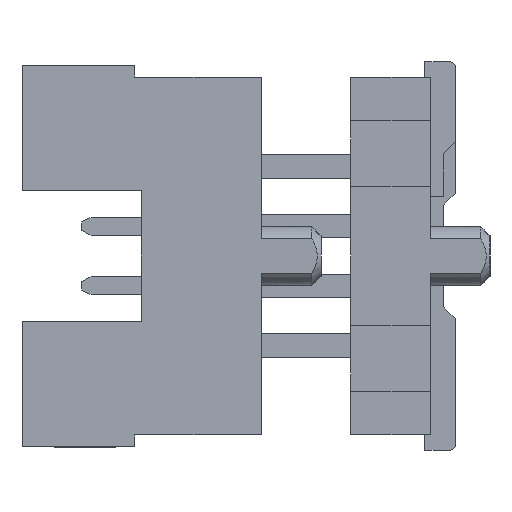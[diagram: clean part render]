
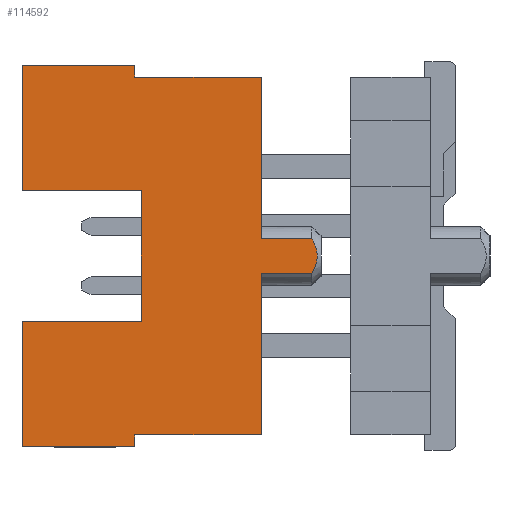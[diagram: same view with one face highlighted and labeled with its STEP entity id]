
A CAD part, left-side view. The second image highlights one B-rep face of the part: STEP entity #114592.
In plain terms, the highlighted planar face has unit normal (-1, 0, 0).
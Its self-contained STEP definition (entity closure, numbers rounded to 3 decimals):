
#479=DIRECTION('',(0.,-1.,0.));
#480=VECTOR('',#479,2.7);
#481=CARTESIAN_POINT('',(-33.02,2.7,-3.81));
#482=LINE('',#481,#480);
#593=DIRECTION('',(0.,1.,0.));
#594=VECTOR('',#593,2.7);
#595=CARTESIAN_POINT('',(-33.02,0.,3.81));
#596=LINE('',#595,#594);
#605=DIRECTION('',(0.,0.,1.));
#606=VECTOR('',#605,0.255);
#607=CARTESIAN_POINT('',(-33.02,2.7,3.81));
#608=LINE('',#607,#606);
#621=DIRECTION('',(0.,-1.,0.));
#622=VECTOR('',#621,2.4);
#623=CARTESIAN_POINT('',(-33.02,5.1,4.065));
#624=LINE('',#623,#622);
#641=DIRECTION('',(0.,0.,1.));
#642=VECTOR('',#641,3.44);
#643=CARTESIAN_POINT('',(-33.02,0.,-3.81));
#644=LINE('',#643,#642);
#645=DIRECTION('',(0.,0.,-1.));
#646=VECTOR('',#645,2.67);
#647=CARTESIAN_POINT('',(-33.02,5.1,-1.395));
#648=LINE('',#647,#646);
#649=DIRECTION('',(0.,-1.,0.));
#650=VECTOR('',#649,2.54);
#651=CARTESIAN_POINT('',(-33.02,5.1,1.395));
#652=LINE('',#651,#650);
#653=DIRECTION('',(0.,0.,-1.));
#654=VECTOR('',#653,2.67);
#655=CARTESIAN_POINT('',(-33.02,5.1,4.065));
#656=LINE('',#655,#654);
#657=DIRECTION('',(0.,0.,1.));
#658=VECTOR('',#657,3.44);
#659=CARTESIAN_POINT('',(-33.02,0.,0.37));
#660=LINE('',#659,#658);
#677=DIRECTION('',(0.,1.,0.));
#678=VECTOR('',#677,1.07);
#679=CARTESIAN_POINT('',(-33.02,-1.07,
0.37));
#680=LINE('',#679,#678);
#681=DIRECTION('',(0.,-1.,0.));
#682=VECTOR('',#681,1.07);
#683=CARTESIAN_POINT('',(-33.02,0.,-0.37));
#684=LINE('',#683,#682);
#697=CARTESIAN_POINT('',(-33.02,-1.07,
-0.37));
#698=CARTESIAN_POINT('',(-33.02,-1.101,
-0.316));
#699=CARTESIAN_POINT('',(-33.02,-1.153,
-0.214));
#700=CARTESIAN_POINT('',(-33.02,-1.192,
-0.068));
#701=CARTESIAN_POINT('',(-33.02,-1.192,
0.068));
#702=CARTESIAN_POINT('',(-33.02,-1.153,
0.214));
#703=CARTESIAN_POINT('',(-33.02,-1.101,
0.316));
#704=CARTESIAN_POINT('',(-33.02,-1.07,
0.37));
#739=DIRECTION('',(0.,0.,1.));
#740=VECTOR('',#739,0.255);
#741=CARTESIAN_POINT('',(-33.02,2.7,-4.065));
#742=LINE('',#741,#740);
#751=DIRECTION('',(0.,1.,0.));
#752=VECTOR('',#751,2.4);
#753=CARTESIAN_POINT('',(-33.02,2.7,-4.065));
#754=LINE('',#753,#752);
#1051=DIRECTION('',(0.,1.,0.));
#1052=VECTOR('',#1051,2.54);
#1053=CARTESIAN_POINT('',(-33.02,2.56,-1.395));
#1054=LINE('',#1053,#1052);
#1079=DIRECTION('',(0.,0.,-1.));
#1080=VECTOR('',#1079,2.79);
#1081=CARTESIAN_POINT('',(-33.02,2.56,1.395));
#1082=LINE('',#1081,#1080);
#98555=CARTESIAN_POINT('',(-33.02,0.,3.81));
#98556=VERTEX_POINT('',#98555);
#98557=CARTESIAN_POINT('',(-33.02,0.,0.37));
#98558=VERTEX_POINT('',#98557);
#98559=CARTESIAN_POINT('',(-33.02,0.,-0.37));
#98560=VERTEX_POINT('',#98559);
#98561=CARTESIAN_POINT('',(-33.02,0.,-3.81));
#98562=VERTEX_POINT('',#98561);
#100205=CARTESIAN_POINT('',(-33.02,5.1,4.065));
#100206=VERTEX_POINT('',#100205);
#100207=CARTESIAN_POINT('',(-33.02,5.1,1.395));
#100208=VERTEX_POINT('',#100207);
#100211=CARTESIAN_POINT('',(-33.02,5.1,-1.395));
#100212=VERTEX_POINT('',#100211);
#100213=CARTESIAN_POINT('',(-33.02,5.1,-4.065));
#100214=VERTEX_POINT('',#100213);
#100227=CARTESIAN_POINT('',(-33.02,2.56,1.395));
#100228=VERTEX_POINT('',#100227);
#100229=CARTESIAN_POINT('',(-33.02,-1.07,
0.37));
#100230=VERTEX_POINT('',#100229);
#100231=VERTEX_POINT('',#697);
#100232=CARTESIAN_POINT('',(-33.02,2.7,-3.81));
#100233=VERTEX_POINT('',#100232);
#100234=CARTESIAN_POINT('',(-33.02,2.7,-4.065));
#100235=VERTEX_POINT('',#100234);
#100236=CARTESIAN_POINT('',(-33.02,2.56,-1.395));
#100237=VERTEX_POINT('',#100236);
#100238=CARTESIAN_POINT('',(-33.02,2.7,4.065));
#100239=VERTEX_POINT('',#100238);
#100240=CARTESIAN_POINT('',(-33.02,2.7,3.81));
#100241=VERTEX_POINT('',#100240);
#114561=CARTESIAN_POINT('',(-33.02,1.955,0.));
#114562=DIRECTION('',(1.,0.,0.));
#114563=DIRECTION('',(0.,0.,1.));
#114564=AXIS2_PLACEMENT_3D('',#114561,#114562,#114563);
#114565=PLANE('',#114564);
#114567=ORIENTED_EDGE('',*,*,#114566,.F.);
#114569=ORIENTED_EDGE('',*,*,#114568,.F.);
#114571=ORIENTED_EDGE('',*,*,#114570,.F.);
#114572=ORIENTED_EDGE('',*,*,#112734,.F.);
#114573=ORIENTED_EDGE('',*,*,#114357,.F.);
#114575=ORIENTED_EDGE('',*,*,#114574,.F.);
#114577=ORIENTED_EDGE('',*,*,#114576,.T.);
#114579=ORIENTED_EDGE('',*,*,#114578,.F.);
#114581=ORIENTED_EDGE('',*,*,#114580,.F.);
#114583=ORIENTED_EDGE('',*,*,#114582,.F.);
#114584=ORIENTED_EDGE('',*,*,#114552,.F.);
#114585=ORIENTED_EDGE('',*,*,#114523,.F.);
#114586=ORIENTED_EDGE('',*,*,#114503,.T.);
#114587=ORIENTED_EDGE('',*,*,#114489,.F.);
#114588=ORIENTED_EDGE('',*,*,#114475,.F.);
#114589=ORIENTED_EDGE('',*,*,#112738,.F.);
#114590=EDGE_LOOP('',(#114567,#114569,#114571,#114572,#114573,#114575,#114577,
#114579,#114581,#114583,#114584,#114585,#114586,#114587,#114588,#114589));
#114591=FACE_OUTER_BOUND('',#114590,.F.);
#114592=ADVANCED_FACE('',(#114591),#114565,.F.);
#705=B_SPLINE_CURVE_WITH_KNOTS('',3,(#697,#698,#699,#700,#701,#702,#703,#704),
.UNSPECIFIED.,.F.,.F.,(4,1,1,1,1,4),(0.,0.2,0.4,0.6,0.8,1.),
.UNSPECIFIED.);
#112734=EDGE_CURVE('',#98562,#98560,#644,.T.);
#112738=EDGE_CURVE('',#98558,#98556,#660,.T.);
#114357=EDGE_CURVE('',#100233,#98562,#482,.T.);
#114475=EDGE_CURVE('',#98556,#100241,#596,.T.);
#114489=EDGE_CURVE('',#100241,#100239,#608,.T.);
#114503=EDGE_CURVE('',#100206,#100239,#624,.T.);
#114523=EDGE_CURVE('',#100206,#100208,#656,.T.);
#114552=EDGE_CURVE('',#100208,#100228,#652,.T.);
#114566=EDGE_CURVE('',#100230,#98558,#680,.T.);
#114568=EDGE_CURVE('',#100231,#100230,#705,.T.);
#114570=EDGE_CURVE('',#98560,#100231,#684,.T.);
#114574=EDGE_CURVE('',#100235,#100233,#742,.T.);
#114576=EDGE_CURVE('',#100235,#100214,#754,.T.);
#114578=EDGE_CURVE('',#100212,#100214,#648,.T.);
#114580=EDGE_CURVE('',#100237,#100212,#1054,.T.);
#114582=EDGE_CURVE('',#100228,#100237,#1082,.T.);
